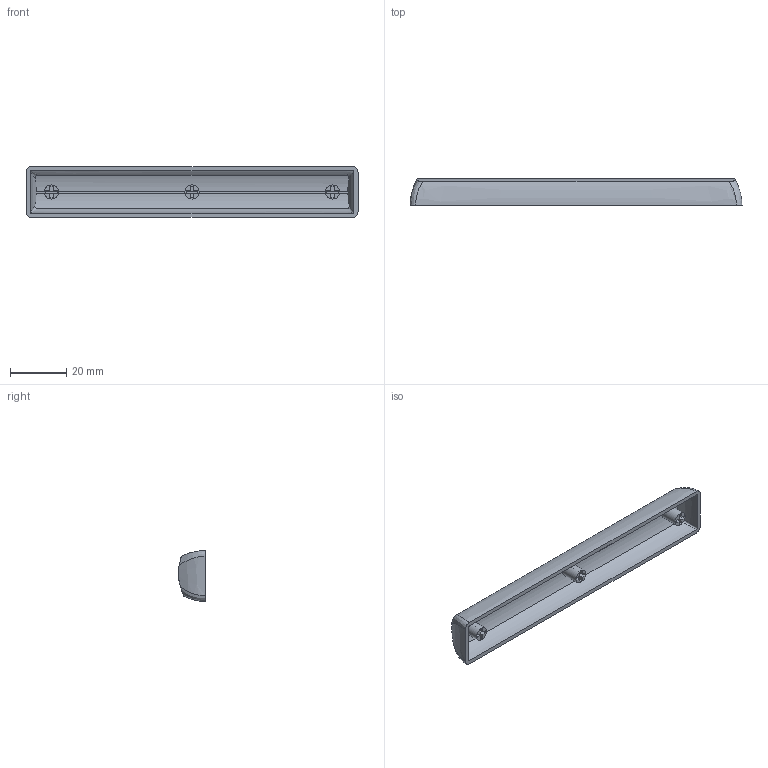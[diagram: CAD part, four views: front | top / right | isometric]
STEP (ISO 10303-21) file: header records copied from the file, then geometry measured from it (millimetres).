
FILE_DESCRIPTION(/* description */ (''),/* implementation_level */ '2;1');
FILE_NAME(/* name */ 'R6_6.25u_Blank.step',/* time_stamp */ '2022-04-14T17:00:39-03:00',/* author */ (''),/* organization */ (''),/* preprocessor_version */ 'ST-DEVELOPER v18.1',/* originating_system */ 'Autodesk Translation Framework v10.14.0.1471',/* authorisation */ '');
FILE_SCHEMA (('AUTOMOTIVE_DESIGN { 1 0 10303 214 3 1 1 }'));
Length unit declared in the file: millimetre
Products named in the file (1): R6_6.25u_Blank
Bounding box: 118.11 x 9.59 x 18.1 mm (x, y, z)
Volume: 5553.7 mm3; surface area: 8246.9 mm2
Topology: 4 solids, 4 shells, 77 faces, 218 edges, 147 vertices
Faces by surface type: plane 48, bspline 16, cylinder 13
Full cylindrical faces by diameter (mm): 5 x3
Entity records: 3562 total; most frequent: CARTESIAN_POINT 1633, ORIENTED_EDGE 436, DIRECTION 325, EDGE_CURVE 218, VERTEX_POINT 147, LINE 121, VECTOR 121, AXIS2_PLACEMENT_3D 102
